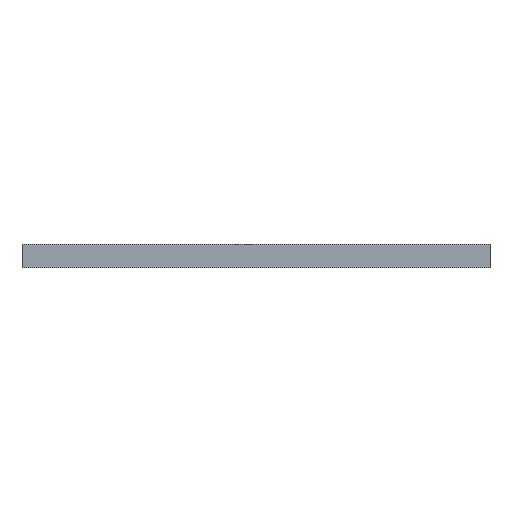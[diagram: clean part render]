
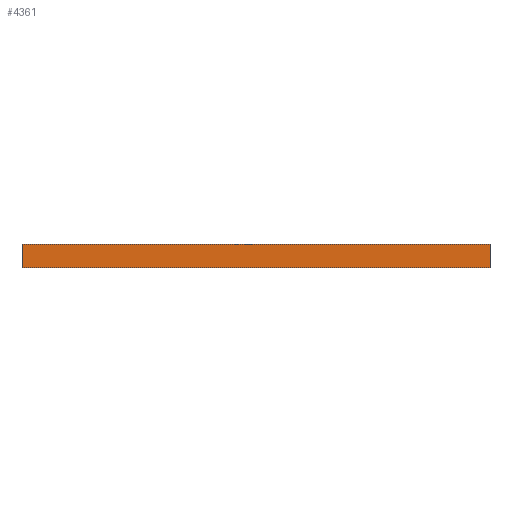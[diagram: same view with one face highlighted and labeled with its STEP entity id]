
A CAD part, front view. The second image highlights one B-rep face of the part: STEP entity #4361.
In plain terms, the highlighted planar face has unit normal (0, -1, 0).
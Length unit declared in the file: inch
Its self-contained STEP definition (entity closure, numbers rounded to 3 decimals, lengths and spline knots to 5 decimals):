
#4 = CARTESIAN_POINT ( 'NONE',  ( 0.59055, -0.59055, -0.03937 ) ) ;
#197 = LINE ( 'NONE', #2438, #4022 ) ;
#529 = ORIENTED_EDGE ( 'NONE', *, *, #4184, .F. ) ;
#560 = LINE ( 'NONE', #9319, #8016 ) ;
#713 = VERTEX_POINT ( 'NONE', #8474 ) ;
#1212 = CARTESIAN_POINT ( 'NONE',  ( -0.59055, -0.59055, -0.03937 ) ) ;
#1423 = EDGE_CURVE ( 'NONE', #5838, #2210, #3926, .T. ) ;
#1463 = CARTESIAN_POINT ( 'NONE',  ( 0.59055, -0.59055, 0.01969 ) ) ;
#1889 = CARTESIAN_POINT ( 'NONE',  ( -0.59055, -0.59055, 0. ) ) ;
#2146 = EDGE_LOOP ( 'NONE', ( #4556, #2356, #7583, #529 ) ) ;
#2210 = VERTEX_POINT ( 'NONE', #4 ) ;
#2356 = ORIENTED_EDGE ( 'NONE', *, *, #1423, .T. ) ;
#2438 = CARTESIAN_POINT ( 'NONE',  ( 0.59055, -0.59055, 0. ) ) ;
#2460 = PLANE ( 'NONE',  #4374 ) ;
#2847 = EDGE_CURVE ( 'NONE', #5838, #713, #560, .T. ) ;
#3055 = CARTESIAN_POINT ( 'NONE',  ( -0.59055, -0.59055, 0.01969 ) ) ;
#3290 = DIRECTION ( 'NONE',  ( 1., 0., 0. ) ) ;
#3594 = VECTOR ( 'NONE', #5217, 39.37008 ) ;
#3705 = EDGE_CURVE ( 'NONE', #2210, #5980, #197, .T. ) ;
#3926 = LINE ( 'NONE', #1212, #3594 ) ;
#4022 = VECTOR ( 'NONE', #6667, 39.37008 ) ;
#4184 = EDGE_CURVE ( 'NONE', #713, #5980, #8208, .T. ) ;
#4361 = ADVANCED_FACE ( 'NONE', ( #6946 ), #2460, .T. ) ;
#4374 = AXIS2_PLACEMENT_3D ( 'NONE', #1889, #5506, #3290 ) ;
#4556 = ORIENTED_EDGE ( 'NONE', *, *, #2847, .F. ) ;
#4907 = DIRECTION ( 'NONE',  ( 0., 0., 1. ) ) ;
#5217 = DIRECTION ( 'NONE',  ( 1., 0., 0. ) ) ;
#5506 = DIRECTION ( 'NONE',  ( 0., -1., 0. ) ) ;
#5814 = CARTESIAN_POINT ( 'NONE',  ( -0.59055, -0.59055, -0.03937 ) ) ;
#5838 = VERTEX_POINT ( 'NONE', #5814 ) ;
#5980 = VERTEX_POINT ( 'NONE', #1463 ) ;
#6667 = DIRECTION ( 'NONE',  ( 0., 0., 1. ) ) ;
#6946 = FACE_OUTER_BOUND ( 'NONE', #2146, .T. ) ;
#7583 = ORIENTED_EDGE ( 'NONE', *, *, #3705, .T. ) ;
#8016 = VECTOR ( 'NONE', #4907, 39.37008 ) ;
#8114 = DIRECTION ( 'NONE',  ( 1., 0., 0. ) ) ;
#8208 = LINE ( 'NONE', #3055, #9112 ) ;
#8474 = CARTESIAN_POINT ( 'NONE',  ( -0.59055, -0.59055, 0.01969 ) ) ;
#9112 = VECTOR ( 'NONE', #8114, 39.37008 ) ;
#9319 = CARTESIAN_POINT ( 'NONE',  ( -0.59055, -0.59055, 0. ) ) ;
